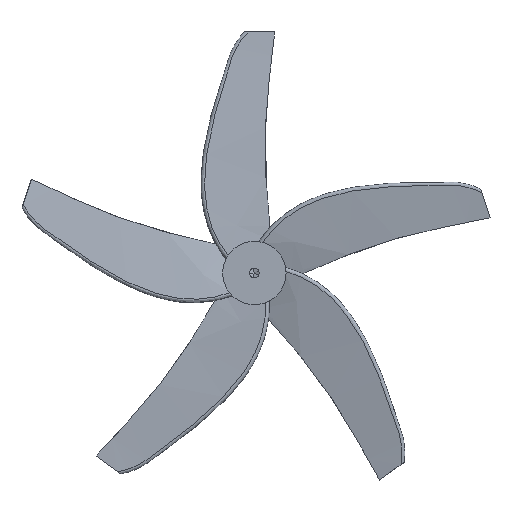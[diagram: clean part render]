
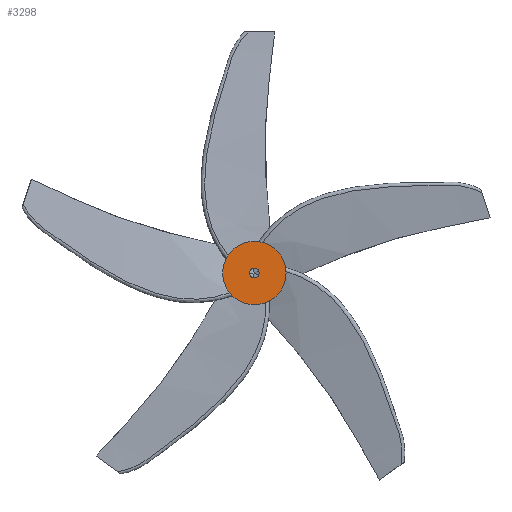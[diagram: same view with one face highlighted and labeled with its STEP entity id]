
A CAD part, top view. The second image highlights one B-rep face of the part: STEP entity #3298.
In plain terms, the highlighted planar face has unit normal (0, 0, 1).
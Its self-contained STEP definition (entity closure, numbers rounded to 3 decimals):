
#244 = CIRCLE ( 'NONE', #604, 5. ) ;
#324 = AXIS2_PLACEMENT_3D ( 'NONE', #3135, #807, #4100 ) ;
#413 = CARTESIAN_POINT ( 'NONE',  ( 0., 0., 3.8 ) ) ;
#444 = AXIS2_PLACEMENT_3D ( 'NONE', #1341, #2013, #3320 ) ;
#515 = CIRCLE ( 'NONE', #2334, 5. ) ;
#577 = EDGE_LOOP ( 'NONE', ( #2053, #2072 ) ) ;
#604 = AXIS2_PLACEMENT_3D ( 'NONE', #413, #2069, #1804 ) ;
#694 = EDGE_CURVE ( 'NONE', #3695, #2041, #2955, .T. ) ;
#698 = PLANE ( 'NONE',  #444 ) ;
#750 = CARTESIAN_POINT ( 'NONE',  ( -0.75, 0., 3.8 ) ) ;
#807 = DIRECTION ( 'NONE',  ( 0., 0., 1. ) ) ;
#1208 = DIRECTION ( 'NONE',  ( 0., 0., 1. ) ) ;
#1250 = EDGE_CURVE ( 'NONE', #3867, #3069, #515, .T. ) ;
#1281 = FACE_BOUND ( 'NONE', #1923, .T. ) ;
#1341 = CARTESIAN_POINT ( 'NONE',  ( 0., 0., 3.8 ) ) ;
#1613 = ORIENTED_EDGE ( 'NONE', *, *, #694, .F. ) ;
#1695 = CARTESIAN_POINT ( 'NONE',  ( 0., 0., 3.8 ) ) ;
#1804 = DIRECTION ( 'NONE',  ( 1., 0., 0. ) ) ;
#1905 = DIRECTION ( 'NONE',  ( 1., 0., 0. ) ) ;
#1923 = EDGE_LOOP ( 'NONE', ( #3467, #1613 ) ) ;
#1964 = CARTESIAN_POINT ( 'NONE',  ( -5., 0., 3.8 ) ) ;
#2013 = DIRECTION ( 'NONE',  ( 0., 0., 1. ) ) ;
#2041 = VERTEX_POINT ( 'NONE', #750 ) ;
#2053 = ORIENTED_EDGE ( 'NONE', *, *, #2383, .T. ) ;
#2069 = DIRECTION ( 'NONE',  ( 0., 0., 1. ) ) ;
#2072 = ORIENTED_EDGE ( 'NONE', *, *, #1250, .T. ) ;
#2334 = AXIS2_PLACEMENT_3D ( 'NONE', #4176, #1208, #1905 ) ;
#2383 = EDGE_CURVE ( 'NONE', #3069, #3867, #244, .T. ) ;
#2608 = FACE_OUTER_BOUND ( 'NONE', #577, .T. ) ;
#2676 = DIRECTION ( 'NONE',  ( 1., 0., 0. ) ) ;
#2955 = CIRCLE ( 'NONE', #4046, 0.75 ) ;
#3069 = VERTEX_POINT ( 'NONE', #1964 ) ;
#3135 = CARTESIAN_POINT ( 'NONE',  ( 0., 0., 3.8 ) ) ;
#3148 = CARTESIAN_POINT ( 'NONE',  ( 5., 0., 3.8 ) ) ;
#3298 = ADVANCED_FACE ( 'NONE', ( #2608, #1281 ), #698, .T. ) ;
#3320 = DIRECTION ( 'NONE',  ( 1., 0., 0. ) ) ;
#3348 = DIRECTION ( 'NONE',  ( 0., 0., 1. ) ) ;
#3383 = EDGE_CURVE ( 'NONE', #2041, #3695, #3501, .T. ) ;
#3467 = ORIENTED_EDGE ( 'NONE', *, *, #3383, .F. ) ;
#3501 = CIRCLE ( 'NONE', #324, 0.75 ) ;
#3695 = VERTEX_POINT ( 'NONE', #4192 ) ;
#3867 = VERTEX_POINT ( 'NONE', #3148 ) ;
#4046 = AXIS2_PLACEMENT_3D ( 'NONE', #1695, #3348, #2676 ) ;
#4100 = DIRECTION ( 'NONE',  ( 1., 0., 0. ) ) ;
#4176 = CARTESIAN_POINT ( 'NONE',  ( 0., 0., 3.8 ) ) ;
#4192 = CARTESIAN_POINT ( 'NONE',  ( 0.75, 0., 3.8 ) ) ;
